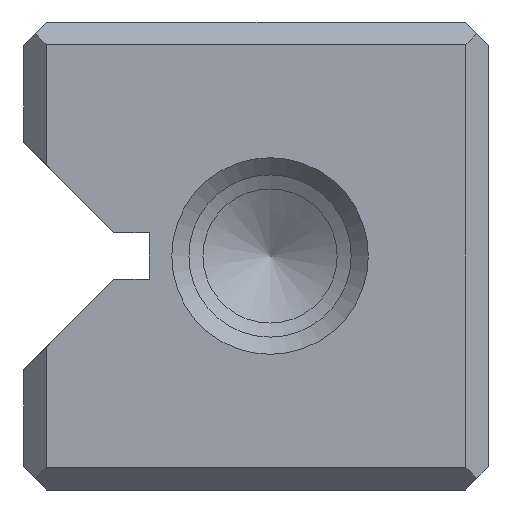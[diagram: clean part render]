
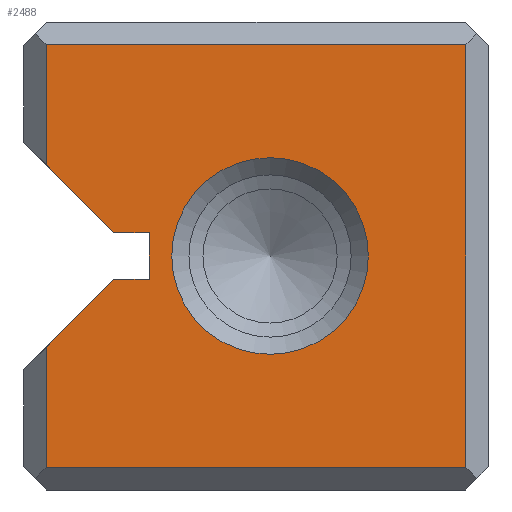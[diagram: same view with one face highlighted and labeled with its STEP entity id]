
A CAD part, left-side view. The second image highlights one B-rep face of the part: STEP entity #2488.
In plain terms, the highlighted planar face has unit normal (-1, 0, 0).
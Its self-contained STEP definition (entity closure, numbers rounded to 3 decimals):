
#2488=ADVANCED_FACE('',(#3486,#3487),#2902,.T.);
#2902=PLANE('',#9194);
#3162=CIRCLE('',#9193,3.15);
#3486=FACE_BOUND('',#3766,.T.);
#3487=FACE_BOUND('',#3767,.T.);
#3766=EDGE_LOOP('',(#4552));
#3767=EDGE_LOOP('',(#4553,#4554,#4555,#4556,#4557,#4558,#4559,#4560,#4561,
#4562));
#4552=ORIENTED_EDGE('',*,*,#7145,.T.);
#4553=ORIENTED_EDGE('',*,*,#7146,.T.);
#4554=ORIENTED_EDGE('',*,*,#7147,.T.);
#4555=ORIENTED_EDGE('',*,*,#7148,.T.);
#4556=ORIENTED_EDGE('',*,*,#7149,.T.);
#4557=ORIENTED_EDGE('',*,*,#7150,.T.);
#4558=ORIENTED_EDGE('',*,*,#7151,.T.);
#4559=ORIENTED_EDGE('',*,*,#7152,.T.);
#4560=ORIENTED_EDGE('',*,*,#7153,.F.);
#4561=ORIENTED_EDGE('',*,*,#7154,.F.);
#4562=ORIENTED_EDGE('',*,*,#7155,.T.);
#6466=VERTEX_POINT('',#11896);
#6467=VERTEX_POINT('',#11898);
#6468=VERTEX_POINT('',#11899);
#6469=VERTEX_POINT('',#11901);
#6470=VERTEX_POINT('',#11903);
#6471=VERTEX_POINT('',#11905);
#6472=VERTEX_POINT('',#11907);
#6473=VERTEX_POINT('',#11909);
#6474=VERTEX_POINT('',#11911);
#6475=VERTEX_POINT('',#11913);
#6476=VERTEX_POINT('',#11915);
#7145=EDGE_CURVE('',#6466,#6466,#3162,.T.);
#7146=EDGE_CURVE('',#6467,#6468,#8008,.T.);
#7147=EDGE_CURVE('',#6468,#6469,#8009,.T.);
#7148=EDGE_CURVE('',#6469,#6470,#8010,.T.);
#7149=EDGE_CURVE('',#6470,#6471,#8011,.T.);
#7150=EDGE_CURVE('',#6471,#6472,#8012,.T.);
#7151=EDGE_CURVE('',#6472,#6473,#8013,.T.);
#7152=EDGE_CURVE('',#6473,#6474,#8014,.T.);
#7153=EDGE_CURVE('',#6475,#6474,#8015,.T.);
#7154=EDGE_CURVE('',#6476,#6475,#8016,.T.);
#7155=EDGE_CURVE('',#6476,#6467,#8017,.T.);
#8008=LINE('',#11897,#8668);
#8009=LINE('',#11900,#8669);
#8010=LINE('',#11902,#8670);
#8011=LINE('',#11904,#8671);
#8012=LINE('',#11906,#8672);
#8013=LINE('',#11908,#8673);
#8014=LINE('',#11910,#8674);
#8015=LINE('',#11912,#8675);
#8016=LINE('',#11914,#8676);
#8017=LINE('',#11916,#8677);
#8668=VECTOR('',#9812,1.);
#8669=VECTOR('',#9813,1.);
#8670=VECTOR('',#9814,1.);
#8671=VECTOR('',#9815,1.);
#8672=VECTOR('',#9816,1.);
#8673=VECTOR('',#9817,1.);
#8674=VECTOR('',#9818,1.);
#8675=VECTOR('',#9819,1.);
#8676=VECTOR('',#9820,1.);
#8677=VECTOR('',#9821,1.);
#9193=AXIS2_PLACEMENT_3D('',#11895,#9810,#9811);
#9194=AXIS2_PLACEMENT_3D('',#11917,#9822,#9823);
#9810=DIRECTION('',(1.,0.,0.));
#9811=DIRECTION('',(0.,0.,-1.));
#9812=DIRECTION('',(0.,-1.,0.));
#9813=DIRECTION('',(0.,0.,1.));
#9814=DIRECTION('',(0.,1.,0.));
#9815=DIRECTION('',(0.,0.,-1.));
#9816=DIRECTION('',(0.,-0.707,-0.707));
#9817=DIRECTION('',(0.,-1.,0.));
#9818=DIRECTION('',(0.,0.,-1.));
#9819=DIRECTION('',(0.,-1.,0.));
#9820=DIRECTION('',(0.,-0.707,0.707));
#9821=DIRECTION('',(0.,0.,-1.));
#9822=DIRECTION('',(-1.,0.,0.));
#9823=DIRECTION('',(0.,0.,-1.));
#11895=CARTESIAN_POINT('',(0.,7.,7.5));
#11896=CARTESIAN_POINT('',(0.,7.,4.35));
#11897=CARTESIAN_POINT('',(0.,7.45,0.725));
#11898=CARTESIAN_POINT('',(0.,14.175,0.725));
#11899=CARTESIAN_POINT('',(0.,0.725,0.725));
#11900=CARTESIAN_POINT('',(0.,0.725,0.));
#11901=CARTESIAN_POINT('',(0.,0.725,14.275));
#11902=CARTESIAN_POINT('',(0.,7.45,14.275));
#11903=CARTESIAN_POINT('',(0.,14.175,14.275));
#11904=CARTESIAN_POINT('',(0.,14.175,0.));
#11905=CARTESIAN_POINT('',(0.,14.175,10.418));
#11906=CARTESIAN_POINT('',(0.,14.9,11.143));
#11907=CARTESIAN_POINT('',(0.,12.007,8.25));
#11908=CARTESIAN_POINT('',(0.,10.875,8.25));
#11909=CARTESIAN_POINT('',(0.,10.875,8.25));
#11910=CARTESIAN_POINT('',(0.,10.875,8.25));
#11911=CARTESIAN_POINT('',(0.,10.875,6.75));
#11912=CARTESIAN_POINT('',(0.,10.875,6.75));
#11913=CARTESIAN_POINT('',(0.,12.007,6.75));
#11914=CARTESIAN_POINT('',(0.,14.9,3.857));
#11915=CARTESIAN_POINT('',(0.,14.175,4.582));
#11916=CARTESIAN_POINT('',(0.,14.175,0.));
#11917=CARTESIAN_POINT('',(0.,7.45,0.));
